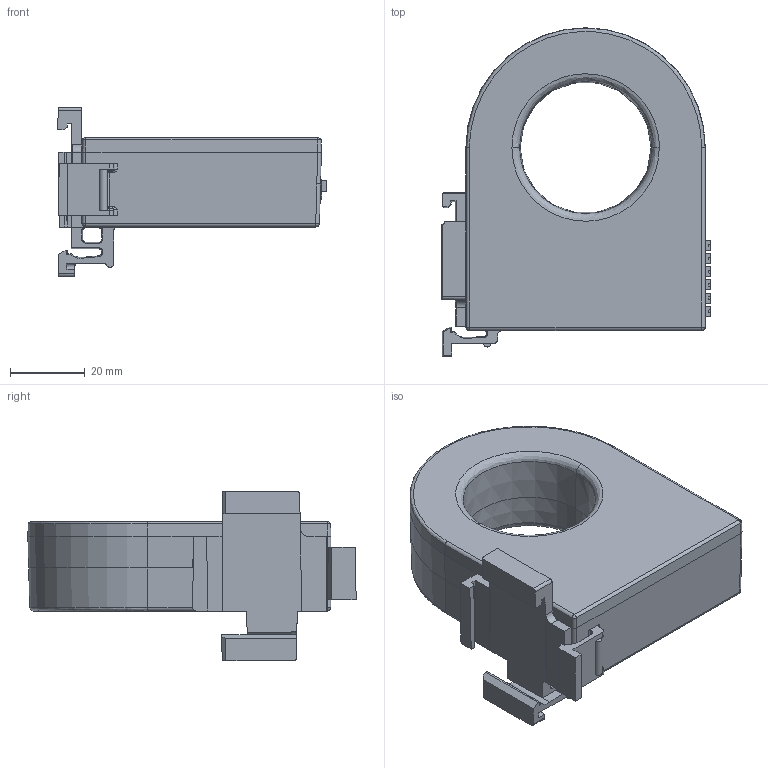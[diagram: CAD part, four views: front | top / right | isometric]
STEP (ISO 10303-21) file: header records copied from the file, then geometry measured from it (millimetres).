
FILE_DESCRIPTION (( 'STEP AP214' ), '1' );
FILE_NAME ('ND5015-035-61.STEP', '2025-06-02T17:57:06', ( '' ), ( '' ), 'SwSTEP 2.0', 'SolidWorks 2024', '' );
FILE_SCHEMA (( 'AUTOMOTIVE_DESIGN' ));
Length unit declared in the file: inch
Products named in the file (1): ND5015-035-61
Bounding box: 71.85 x 87.75 x 45.28 mm (x, y, z)
Volume: 94098.9 mm3; surface area: 19761.4 mm2
Topology: 1 solids, 1 shells, 387 faces, 1072 edges, 690 vertices
Faces by surface type: plane 271, cylinder 69, bspline 31, cone 16
Entity records: 14228 total; most frequent: CARTESIAN_POINT 4643, ORIENTED_EDGE 2138, DIRECTION 1773, EDGE_CURVE 1069, LINE 765, VECTOR 765, VERTEX_POINT 690, AXIS2_PLACEMENT_3D 504
